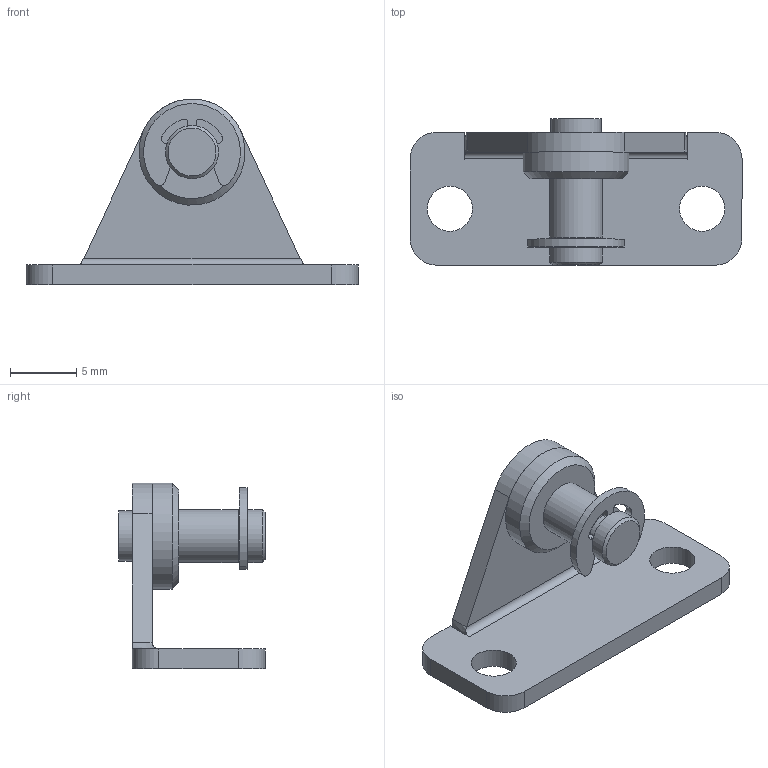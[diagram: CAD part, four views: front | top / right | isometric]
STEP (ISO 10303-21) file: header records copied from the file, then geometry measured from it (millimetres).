
FILE_DESCRIPTION(('FreeCAD Model'),'2;1');
FILE_NAME('Open CASCADE Shape Model','2024-07-02T09:00:22',('Author'),( ''),'Open CASCADE STEP processor 7.6','FreeCAD','Unknown');
FILE_SCHEMA(('AUTOMOTIVE_DESIGN { 1 0 10303 214 1 1 1 1 }'));
Length unit declared in the file: millimetre
Products named in the file (4): (Unsaved); Clip; Bracket; Stud
Assembly tree (3 placements, depth 2):
  (Unsaved)
    Clip
    Bracket
    Stud
Bounding box: 25 x 11 x 13.99 mm (x, y, z)
Volume: 728 mm3; surface area: 1186.9 mm2
Topology: 3 solids, 3 shells, 64 faces, 155 edges, 100 vertices
Faces by surface type: plane 30, cylinder 29, cone 3, bspline 2
Full cylindrical faces by diameter (mm): 3.2 x1, 3.4 x2, 3.8 x1, 4 x3, 8 x1
Entity records: 2136 total; most frequent: CARTESIAN_POINT 493, DIRECTION 339, ORIENTED_EDGE 310, EDGE_CURVE 155, AXIS2_PLACEMENT_3D 122, VERTEX_POINT 100, LINE 95, VECTOR 95
